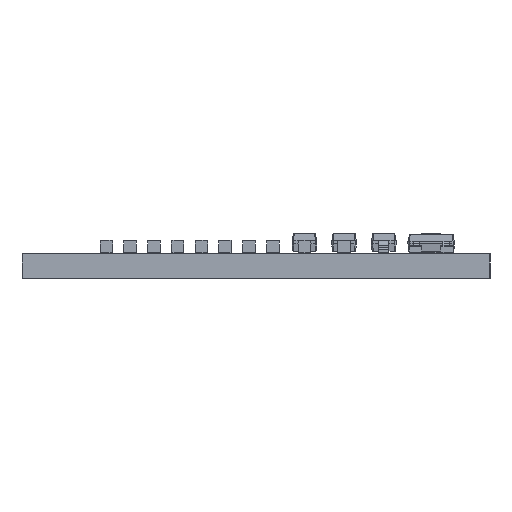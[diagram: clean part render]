
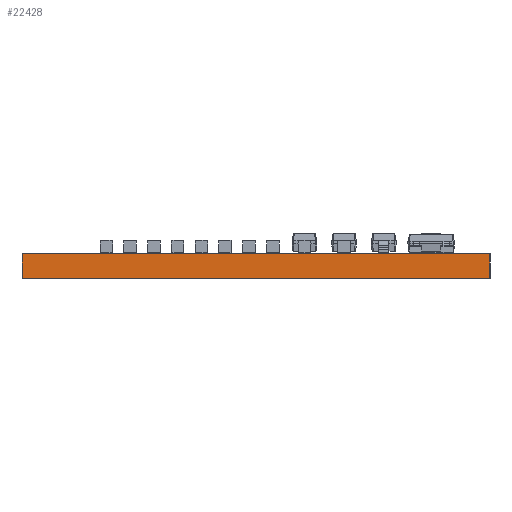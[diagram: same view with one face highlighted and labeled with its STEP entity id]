
A CAD part, left-side view. The second image highlights one B-rep face of the part: STEP entity #22428.
In plain terms, the highlighted planar face has unit normal (-1, 0, 0).
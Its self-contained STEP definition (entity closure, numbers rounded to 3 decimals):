
#21983 = PLANE('',#21984);
#21984 = AXIS2_PLACEMENT_3D('',#21985,#21986,#21987);
#21985 = CARTESIAN_POINT('',(184.,-114.,1.6));
#21986 = DIRECTION('',(0.,0.,-1.));
#21987 = DIRECTION('',(-1.,0.,0.));
#22037 = PLANE('',#22038);
#22038 = AXIS2_PLACEMENT_3D('',#22039,#22040,#22041);
#22039 = CARTESIAN_POINT('',(184.,-114.,0.));
#22040 = DIRECTION('',(0.,0.,-1.));
#22041 = DIRECTION('',(-1.,0.,0.));
#22320 = PLANE('',#22321);
#22321 = AXIS2_PLACEMENT_3D('',#22322,#22323,#22324);
#22322 = CARTESIAN_POINT('',(123.5,-84.,0.));
#22323 = DIRECTION('',(0.,-1.,0.));
#22324 = DIRECTION('',(-1.,0.,0.));
#22358 = VERTEX_POINT('',#22359);
#22359 = CARTESIAN_POINT('',(121.,-84.,1.6));
#22380 = EDGE_CURVE('',#22381,#22358,#22383,.T.);
#22381 = VERTEX_POINT('',#22382);
#22382 = CARTESIAN_POINT('',(121.,-84.,0.));
#22383 = SURFACE_CURVE('',#22384,(#22388,#22395),.PCURVE_S1.);
#22384 = LINE('',#22385,#22386);
#22385 = CARTESIAN_POINT('',(121.,-84.,0.));
#22386 = VECTOR('',#22387,1.);
#22387 = DIRECTION('',(0.,0.,1.));
#22388 = PCURVE('',#22320,#22389);
#22389 = DEFINITIONAL_REPRESENTATION('',(#22390),#22394);
#22390 = LINE('',#22391,#22392);
#22391 = CARTESIAN_POINT('',(2.5,0.));
#22392 = VECTOR('',#22393,1.);
#22393 = DIRECTION('',(0.,-1.));
#22394 = ( GEOMETRIC_REPRESENTATION_CONTEXT(2) 
PARAMETRIC_REPRESENTATION_CONTEXT() REPRESENTATION_CONTEXT('2D SPACE',''
  ) );
#22395 = PCURVE('',#22396,#22401);
#22396 = PLANE('',#22397);
#22397 = AXIS2_PLACEMENT_3D('',#22398,#22399,#22400);
#22398 = CARTESIAN_POINT('',(121.,-84.,0.));
#22399 = DIRECTION('',(1.,0.,0.));
#22400 = DIRECTION('',(0.,-1.,0.));
#22401 = DEFINITIONAL_REPRESENTATION('',(#22402),#22406);
#22402 = LINE('',#22403,#22404);
#22403 = CARTESIAN_POINT('',(0.,0.));
#22404 = VECTOR('',#22405,1.);
#22405 = DIRECTION('',(0.,-1.));
#22406 = ( GEOMETRIC_REPRESENTATION_CONTEXT(2) 
PARAMETRIC_REPRESENTATION_CONTEXT() REPRESENTATION_CONTEXT('2D SPACE',''
  ) );
#22428 = ADVANCED_FACE('',(#22429),#22396,.F.);
#22429 = FACE_BOUND('',#22430,.F.);
#22430 = EDGE_LOOP('',(#22431,#22432,#22455,#22483));
#22431 = ORIENTED_EDGE('',*,*,#22380,.T.);
#22432 = ORIENTED_EDGE('',*,*,#22433,.T.);
#22433 = EDGE_CURVE('',#22358,#22434,#22436,.T.);
#22434 = VERTEX_POINT('',#22435);
#22435 = CARTESIAN_POINT('',(121.,-114.,1.6));
#22436 = SURFACE_CURVE('',#22437,(#22441,#22448),.PCURVE_S1.);
#22437 = LINE('',#22438,#22439);
#22438 = CARTESIAN_POINT('',(121.,-84.,1.6));
#22439 = VECTOR('',#22440,1.);
#22440 = DIRECTION('',(0.,-1.,0.));
#22441 = PCURVE('',#22396,#22442);
#22442 = DEFINITIONAL_REPRESENTATION('',(#22443),#22447);
#22443 = LINE('',#22444,#22445);
#22444 = CARTESIAN_POINT('',(0.,-1.6));
#22445 = VECTOR('',#22446,1.);
#22446 = DIRECTION('',(1.,0.));
#22447 = ( GEOMETRIC_REPRESENTATION_CONTEXT(2) 
PARAMETRIC_REPRESENTATION_CONTEXT() REPRESENTATION_CONTEXT('2D SPACE',''
  ) );
#22448 = PCURVE('',#21983,#22449);
#22449 = DEFINITIONAL_REPRESENTATION('',(#22450),#22454);
#22450 = LINE('',#22451,#22452);
#22451 = CARTESIAN_POINT('',(63.,30.));
#22452 = VECTOR('',#22453,1.);
#22453 = DIRECTION('',(0.,-1.));
#22454 = ( GEOMETRIC_REPRESENTATION_CONTEXT(2) 
PARAMETRIC_REPRESENTATION_CONTEXT() REPRESENTATION_CONTEXT('2D SPACE',''
  ) );
#22455 = ORIENTED_EDGE('',*,*,#22456,.F.);
#22456 = EDGE_CURVE('',#22457,#22434,#22459,.T.);
#22457 = VERTEX_POINT('',#22458);
#22458 = CARTESIAN_POINT('',(121.,-114.,0.));
#22459 = SURFACE_CURVE('',#22460,(#22464,#22471),.PCURVE_S1.);
#22460 = LINE('',#22461,#22462);
#22461 = CARTESIAN_POINT('',(121.,-114.,0.));
#22462 = VECTOR('',#22463,1.);
#22463 = DIRECTION('',(0.,0.,1.));
#22464 = PCURVE('',#22396,#22465);
#22465 = DEFINITIONAL_REPRESENTATION('',(#22466),#22470);
#22466 = LINE('',#22467,#22468);
#22467 = CARTESIAN_POINT('',(30.,0.));
#22468 = VECTOR('',#22469,1.);
#22469 = DIRECTION('',(0.,-1.));
#22470 = ( GEOMETRIC_REPRESENTATION_CONTEXT(2) 
PARAMETRIC_REPRESENTATION_CONTEXT() REPRESENTATION_CONTEXT('2D SPACE',''
  ) );
#22471 = PCURVE('',#22472,#22477);
#22472 = PLANE('',#22473);
#22473 = AXIS2_PLACEMENT_3D('',#22474,#22475,#22476);
#22474 = CARTESIAN_POINT('',(121.,-114.,0.));
#22475 = DIRECTION('',(0.,1.,0.));
#22476 = DIRECTION('',(1.,0.,0.));
#22477 = DEFINITIONAL_REPRESENTATION('',(#22478),#22482);
#22478 = LINE('',#22479,#22480);
#22479 = CARTESIAN_POINT('',(0.,0.));
#22480 = VECTOR('',#22481,1.);
#22481 = DIRECTION('',(0.,-1.));
#22482 = ( GEOMETRIC_REPRESENTATION_CONTEXT(2) 
PARAMETRIC_REPRESENTATION_CONTEXT() REPRESENTATION_CONTEXT('2D SPACE',''
  ) );
#22483 = ORIENTED_EDGE('',*,*,#22484,.F.);
#22484 = EDGE_CURVE('',#22381,#22457,#22485,.T.);
#22485 = SURFACE_CURVE('',#22486,(#22490,#22497),.PCURVE_S1.);
#22486 = LINE('',#22487,#22488);
#22487 = CARTESIAN_POINT('',(121.,-84.,0.));
#22488 = VECTOR('',#22489,1.);
#22489 = DIRECTION('',(0.,-1.,0.));
#22490 = PCURVE('',#22396,#22491);
#22491 = DEFINITIONAL_REPRESENTATION('',(#22492),#22496);
#22492 = LINE('',#22493,#22494);
#22493 = CARTESIAN_POINT('',(0.,0.));
#22494 = VECTOR('',#22495,1.);
#22495 = DIRECTION('',(1.,0.));
#22496 = ( GEOMETRIC_REPRESENTATION_CONTEXT(2) 
PARAMETRIC_REPRESENTATION_CONTEXT() REPRESENTATION_CONTEXT('2D SPACE',''
  ) );
#22497 = PCURVE('',#22037,#22498);
#22498 = DEFINITIONAL_REPRESENTATION('',(#22499),#22503);
#22499 = LINE('',#22500,#22501);
#22500 = CARTESIAN_POINT('',(63.,30.));
#22501 = VECTOR('',#22502,1.);
#22502 = DIRECTION('',(0.,-1.));
#22503 = ( GEOMETRIC_REPRESENTATION_CONTEXT(2) 
PARAMETRIC_REPRESENTATION_CONTEXT() REPRESENTATION_CONTEXT('2D SPACE',''
  ) );
